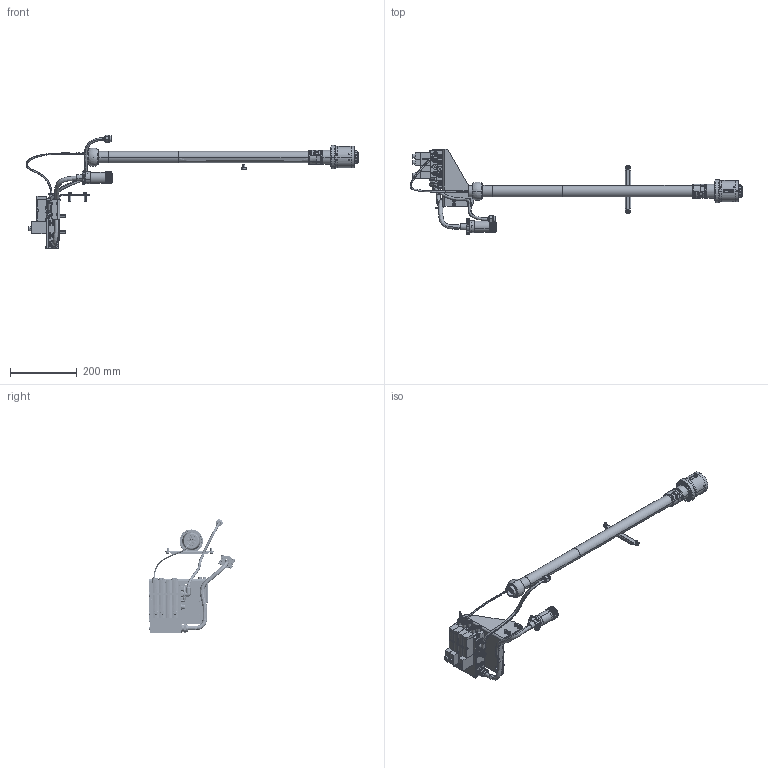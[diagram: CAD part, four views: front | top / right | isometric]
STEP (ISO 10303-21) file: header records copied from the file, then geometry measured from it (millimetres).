
FILE_DESCRIPTION (( 'STEP AP203' ), '1' );
FILE_NAME ('P2210.STEP', '2020-10-14T06:35:27', ( '' ), ( '' ), 'SwSTEP 2.0', 'SolidWorks 2019', '' );
FILE_SCHEMA (( 'CONFIG_CONTROL_DESIGN' ));
Products named in the file (1): P2210
Bounding box: 992.29 x 256.52 x 339.79 mm (x, y, z)
Volume: 1562556.4 mm3; surface area: 572458.9 mm2
Topology: 118 solids, 120 shells, 4365 faces, 10654 edges, 6826 vertices
Faces by surface type: plane 1894, cylinder 1240, bspline 534, cone 447, torus 224, sphere 26
Entity records: 180552 total; most frequent: CARTESIAN_POINT 80804, ORIENTED_EDGE 21136, DIRECTION 19491, EDGE_CURVE 10568, AXIS2_PLACEMENT_3D 7189, VERTEX_POINT 6806, LINE 5113, VECTOR 5113
